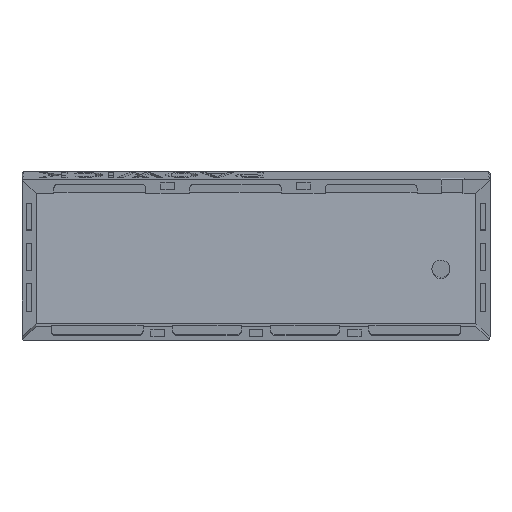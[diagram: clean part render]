
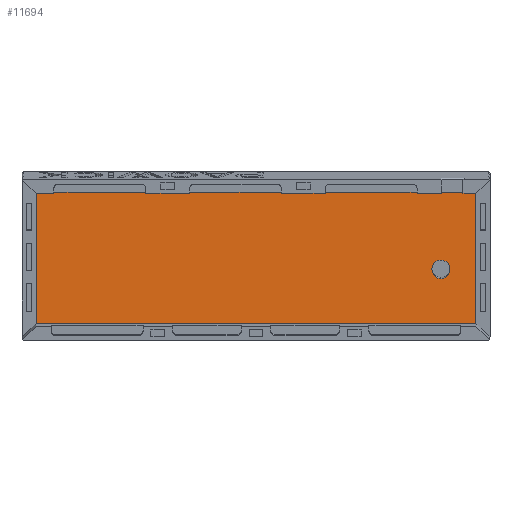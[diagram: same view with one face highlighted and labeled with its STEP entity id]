
A CAD part, top view. The second image highlights one B-rep face of the part: STEP entity #11694.
In plain terms, the highlighted planar face has unit normal (0, 0, 1).
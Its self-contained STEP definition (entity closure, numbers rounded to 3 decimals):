
#138=CARTESIAN_POINT('',(-0.763,109.434,6.875));
#139=VERTEX_POINT('',#138);
#146=CARTESIAN_POINT('',(315.279,109.434,6.875));
#147=VERTEX_POINT('',#146);
#148=CARTESIAN_POINT('',(315.279,109.434,6.875));
#149=DIRECTION('',(-1.,0.,0.));
#150=VECTOR('',#149,316.042);
#151=LINE('',#148,#150);
#152=EDGE_CURVE('',#147,#139,#151,.T.);
#1367=CARTESIAN_POINT('',(315.279,10.684,6.875));
#1368=VERTEX_POINT('',#1367);
#1375=CARTESIAN_POINT('',(-0.763,10.684,6.875));
#1376=VERTEX_POINT('',#1375);
#1377=CARTESIAN_POINT('',(315.279,10.684,6.875));
#1378=DIRECTION('',(-1.,0.,0.));
#1379=VECTOR('',#1378,316.042);
#1380=LINE('',#1377,#1379);
#1381=EDGE_CURVE('',#1368,#1376,#1380,.T.);
#11662=CARTESIAN_POINT('',(0.,-1.77,6.875));
#11663=DIRECTION('',(0.,0.,1.));
#11664=DIRECTION('',(1.,0.,0.));
#11665=AXIS2_PLACEMENT_3D('',#11662,#11663,#11664);
#11666=PLANE('',#11665);
#11667=CARTESIAN_POINT('',(315.279,109.434,6.875));
#11668=DIRECTION('',(0.,-1.,0.));
#11669=VECTOR('',#11668,98.75);
#11670=LINE('',#11667,#11669);
#11671=EDGE_CURVE('',#147,#1368,#11670,.T.);
#11672=ORIENTED_EDGE('',*,*,#11671,.F.);
#11673=ORIENTED_EDGE('',*,*,#152,.T.);
#11674=CARTESIAN_POINT('',(-0.763,109.434,6.875));
#11675=DIRECTION('',(0.,-1.,0.));
#11676=VECTOR('',#11675,98.75);
#11677=LINE('',#11674,#11676);
#11678=EDGE_CURVE('',#139,#1376,#11677,.T.);
#11679=ORIENTED_EDGE('',*,*,#11678,.T.);
#11680=ORIENTED_EDGE('',*,*,#1381,.F.);
#11681=EDGE_LOOP('',(#11672,#11673,#11679,#11680));
#11682=FACE_BOUND('',#11681,.T.);
#11683=CARTESIAN_POINT('',(290.159,43.257,6.875));
#11684=VERTEX_POINT('',#11683);
#11685=CARTESIAN_POINT('',(290.159,49.857,6.875));
#11686=DIRECTION('',(-0.,-0.,-1.));
#11687=DIRECTION('',(0.,-1.,0.));
#11688=AXIS2_PLACEMENT_3D('',#11685,#11686,#11687);
#11689=ELLIPSE('',#11688,6.6,6.5);
#11690=EDGE_CURVE('',#11684,#11684,#11689,.T.);
#11691=ORIENTED_EDGE('',*,*,#11690,.T.);
#11692=EDGE_LOOP('',(#11691));
#11693=FACE_BOUND('',#11692,.T.);
#11694=ADVANCED_FACE('',(#11682,#11693),#11666,.T.);
